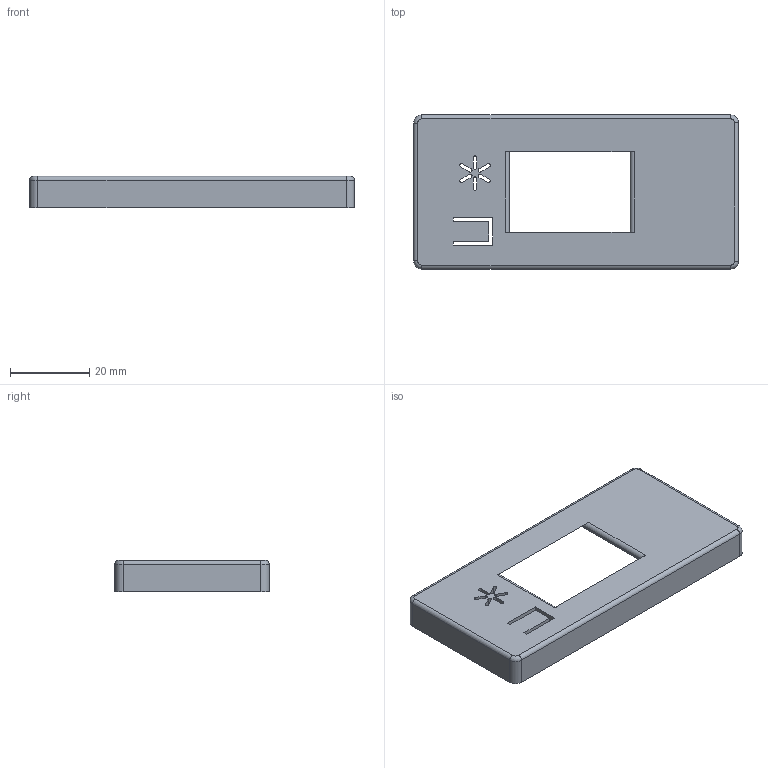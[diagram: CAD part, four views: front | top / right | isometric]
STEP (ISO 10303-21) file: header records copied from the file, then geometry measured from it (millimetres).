
FILE_DESCRIPTION (( 'STEP AP214' ), '1' );
FILE_NAME ('Housing_Gadget_SHT4x_Front.STEP', '2023-03-17T07:42:25', ( '' ), ( '' ), 'SwSTEP 2.0', 'SolidWorks 2021', '' );
FILE_SCHEMA (( 'AUTOMOTIVE_DESIGN' ));
Length unit declared in the file: millimetre
Products named in the file (1): Housing_Gadget_SHT4x_Front
Bounding box: 81.9 x 38.85 x 7.88 mm (x, y, z)
Volume: 5532 mm3; surface area: 9033.7 mm2
Topology: 3 solids, 3 shells, 99 faces, 270 edges, 176 vertices
Faces by surface type: plane 53, cylinder 38, torus 4, sphere 4
Entity records: 3160 total; most frequent: CARTESIAN_POINT 546, DIRECTION 538, ORIENTED_EDGE 524, EDGE_CURVE 262, AXIS2_PLACEMENT_3D 180, VECTOR 178, LINE 178, VERTEX_POINT 172
